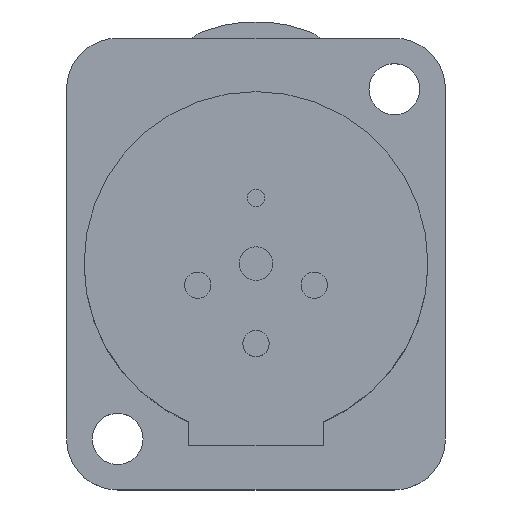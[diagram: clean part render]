
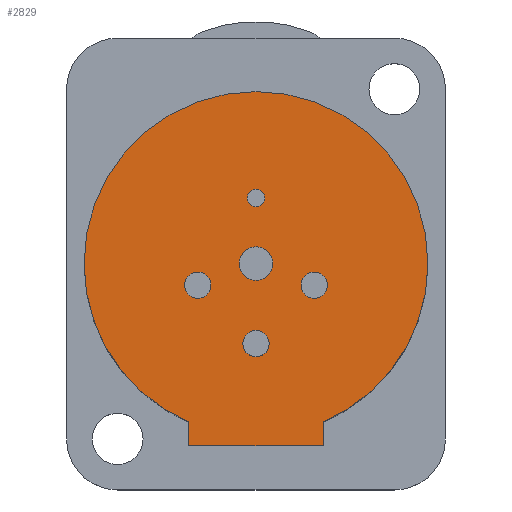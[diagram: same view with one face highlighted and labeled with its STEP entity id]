
A CAD part, top view. The second image highlights one B-rep face of the part: STEP entity #2829.
In plain terms, the highlighted planar face has unit normal (0, 0, 1).
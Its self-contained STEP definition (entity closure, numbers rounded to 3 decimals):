
#705=DIRECTION('',(1.,0.,0.));
#706=VECTOR('',#705,9.2);
#707=CARTESIAN_POINT('',(-4.6,-12.5,24.));
#708=LINE('',#707,#706);
#733=CARTESIAN_POINT('',(0.,0.,24.));
#734=DIRECTION('',(0.,0.,-1.));
#735=DIRECTION('',(1.,0.,0.));
#736=AXIS2_PLACEMENT_3D('',#733,#734,#735);
#741=DIRECTION('',(0.,-1.,0.));
#742=VECTOR('',#741,1.634);
#743=CARTESIAN_POINT('',(-4.6,-10.866,24.));
#744=LINE('',#743,#742);
#748=CARTESIAN_POINT('',(0.,0.,24.));
#749=DIRECTION('',(0.,0.,-1.));
#750=DIRECTION('',(-0.39,-0.921,0.));
#751=AXIS2_PLACEMENT_3D('',#748,#749,#750);
#756=CARTESIAN_POINT('',(0.,0.,24.));
#757=DIRECTION('',(0.,0.,-1.));
#758=DIRECTION('',(-1.,0.,0.));
#759=AXIS2_PLACEMENT_3D('',#756,#757,#758);
#764=CARTESIAN_POINT('',(0.,0.,24.));
#765=DIRECTION('',(0.,0.,1.));
#766=DIRECTION('',(1.,0.,0.));
#767=AXIS2_PLACEMENT_3D('',#764,#765,#766);
#772=CARTESIAN_POINT('',(0.,0.,24.));
#773=DIRECTION('',(0.,0.,1.));
#774=DIRECTION('',(-1.,0.,0.));
#775=AXIS2_PLACEMENT_3D('',#772,#773,#774);
#780=CARTESIAN_POINT('',(-4.,-1.5,24.));
#781=DIRECTION('',(0.,0.,1.));
#782=DIRECTION('',(1.,0.,0.));
#783=AXIS2_PLACEMENT_3D('',#780,#781,#782);
#788=CARTESIAN_POINT('',(-4.,-1.5,24.));
#789=DIRECTION('',(0.,0.,1.));
#790=DIRECTION('',(-1.,0.,0.));
#791=AXIS2_PLACEMENT_3D('',#788,#789,#790);
#796=CARTESIAN_POINT('',(0.,-5.5,24.));
#797=DIRECTION('',(0.,0.,1.));
#798=DIRECTION('',(1.,0.,0.));
#799=AXIS2_PLACEMENT_3D('',#796,#797,#798);
#804=CARTESIAN_POINT('',(0.,-5.5,24.));
#805=DIRECTION('',(0.,0.,1.));
#806=DIRECTION('',(-1.,0.,0.));
#807=AXIS2_PLACEMENT_3D('',#804,#805,#806);
#812=CARTESIAN_POINT('',(4.,-1.5,24.));
#813=DIRECTION('',(0.,0.,1.));
#814=DIRECTION('',(1.,0.,0.));
#815=AXIS2_PLACEMENT_3D('',#812,#813,#814);
#820=CARTESIAN_POINT('',(4.,-1.5,24.));
#821=DIRECTION('',(0.,0.,1.));
#822=DIRECTION('',(-1.,0.,0.));
#823=AXIS2_PLACEMENT_3D('',#820,#821,#822);
#828=CARTESIAN_POINT('',(0.,4.5,24.));
#829=DIRECTION('',(0.,0.,1.));
#830=DIRECTION('',(1.,0.,0.));
#831=AXIS2_PLACEMENT_3D('',#828,#829,#830);
#836=CARTESIAN_POINT('',(0.,4.5,24.));
#837=DIRECTION('',(0.,0.,1.));
#838=DIRECTION('',(-1.,0.,0.));
#839=AXIS2_PLACEMENT_3D('',#836,#837,#838);
#844=DIRECTION('',(0.,-1.,0.));
#845=VECTOR('',#844,1.634);
#846=CARTESIAN_POINT('',(4.6,-10.866,24.));
#847=LINE('',#846,#845);
#2074=CARTESIAN_POINT('',(-11.8,0.,24.));
#2075=CARTESIAN_POINT('',(11.8,0.,24.));
#2076=VERTEX_POINT('',#2074);
#2077=VERTEX_POINT('',#2075);
#2202=CARTESIAN_POINT('',(-4.6,-12.5,24.));
#2203=CARTESIAN_POINT('',(4.6,-12.5,24.));
#2204=VERTEX_POINT('',#2202);
#2205=VERTEX_POINT('',#2203);
#2212=CARTESIAN_POINT('',(4.6,-10.866,24.));
#2214=VERTEX_POINT('',#2212);
#2218=CARTESIAN_POINT('',(-4.6,-10.866,24.));
#2219=VERTEX_POINT('',#2218);
#2332=CARTESIAN_POINT('',(-3.1,-1.5,24.));
#2333=CARTESIAN_POINT('',(-4.9,-1.5,24.));
#2334=VERTEX_POINT('',#2332);
#2335=VERTEX_POINT('',#2333);
#2336=CARTESIAN_POINT('',(0.9,-5.5,24.));
#2337=CARTESIAN_POINT('',(-0.9,-5.5,24.));
#2338=VERTEX_POINT('',#2336);
#2339=VERTEX_POINT('',#2337);
#2340=CARTESIAN_POINT('',(4.9,-1.5,24.));
#2341=CARTESIAN_POINT('',(3.1,-1.5,24.));
#2342=VERTEX_POINT('',#2340);
#2343=VERTEX_POINT('',#2341);
#2344=CARTESIAN_POINT('',(0.6,4.5,24.));
#2345=CARTESIAN_POINT('',(-0.6,4.5,24.));
#2346=VERTEX_POINT('',#2344);
#2347=VERTEX_POINT('',#2345);
#2352=CARTESIAN_POINT('',(1.15,0.,24.));
#2353=CARTESIAN_POINT('',(-1.15,0.,24.));
#2354=VERTEX_POINT('',#2352);
#2355=VERTEX_POINT('',#2353);
#2784=CARTESIAN_POINT('',(0.,0.,24.));
#2785=DIRECTION('',(0.,0.,-1.));
#2786=DIRECTION('',(-1.,0.,0.));
#2787=AXIS2_PLACEMENT_3D('',#2784,#2785,#2786);
#2788=PLANE('',#2787);
#2789=ORIENTED_EDGE('',*,*,#2722,.T.);
#2791=ORIENTED_EDGE('',*,*,#2790,.T.);
#2792=ORIENTED_EDGE('',*,*,#2769,.F.);
#2794=ORIENTED_EDGE('',*,*,#2793,.F.);
#2795=ORIENTED_EDGE('',*,*,#2727,.T.);
#2796=ORIENTED_EDGE('',*,*,#2662,.T.);
#2797=EDGE_LOOP('',(#2789,#2791,#2792,#2794,#2795,#2796));
#2798=FACE_OUTER_BOUND('',#2797,.F.);
#2800=ORIENTED_EDGE('',*,*,#2799,.T.);
#2802=ORIENTED_EDGE('',*,*,#2801,.T.);
#2803=EDGE_LOOP('',(#2800,#2802));
#2804=FACE_BOUND('',#2803,.F.);
#2806=ORIENTED_EDGE('',*,*,#2805,.T.);
#2808=ORIENTED_EDGE('',*,*,#2807,.T.);
#2809=EDGE_LOOP('',(#2806,#2808));
#2810=FACE_BOUND('',#2809,.F.);
#2812=ORIENTED_EDGE('',*,*,#2811,.T.);
#2814=ORIENTED_EDGE('',*,*,#2813,.T.);
#2815=EDGE_LOOP('',(#2812,#2814));
#2816=FACE_BOUND('',#2815,.F.);
#2818=ORIENTED_EDGE('',*,*,#2817,.T.);
#2820=ORIENTED_EDGE('',*,*,#2819,.T.);
#2821=EDGE_LOOP('',(#2818,#2820));
#2822=FACE_BOUND('',#2821,.F.);
#2824=ORIENTED_EDGE('',*,*,#2823,.T.);
#2826=ORIENTED_EDGE('',*,*,#2825,.T.);
#2827=EDGE_LOOP('',(#2824,#2826));
#2828=FACE_BOUND('',#2827,.F.);
#737=CIRCLE('',#736,11.8);
#752=CIRCLE('',#751,11.8);
#760=CIRCLE('',#759,11.8);
#768=CIRCLE('',#767,1.15);
#776=CIRCLE('',#775,1.15);
#784=CIRCLE('',#783,0.9);
#792=CIRCLE('',#791,0.9);
#800=CIRCLE('',#799,0.9);
#808=CIRCLE('',#807,0.9);
#816=CIRCLE('',#815,0.9);
#824=CIRCLE('',#823,0.9);
#832=CIRCLE('',#831,0.6);
#840=CIRCLE('',#839,0.6);
#2662=EDGE_CURVE('',#2076,#2077,#760,.T.);
#2722=EDGE_CURVE('',#2077,#2214,#737,.T.);
#2727=EDGE_CURVE('',#2219,#2076,#752,.T.);
#2769=EDGE_CURVE('',#2204,#2205,#708,.T.);
#2790=EDGE_CURVE('',#2214,#2205,#847,.T.);
#2793=EDGE_CURVE('',#2219,#2204,#744,.T.);
#2799=EDGE_CURVE('',#2354,#2355,#768,.T.);
#2801=EDGE_CURVE('',#2355,#2354,#776,.T.);
#2805=EDGE_CURVE('',#2334,#2335,#784,.T.);
#2807=EDGE_CURVE('',#2335,#2334,#792,.T.);
#2811=EDGE_CURVE('',#2338,#2339,#800,.T.);
#2813=EDGE_CURVE('',#2339,#2338,#808,.T.);
#2817=EDGE_CURVE('',#2342,#2343,#816,.T.);
#2819=EDGE_CURVE('',#2343,#2342,#824,.T.);
#2823=EDGE_CURVE('',#2346,#2347,#832,.T.);
#2825=EDGE_CURVE('',#2347,#2346,#840,.T.);
#2829=ADVANCED_FACE('',(#2798,#2804,#2810,#2816,#2822,#2828),#2788,.F.);
